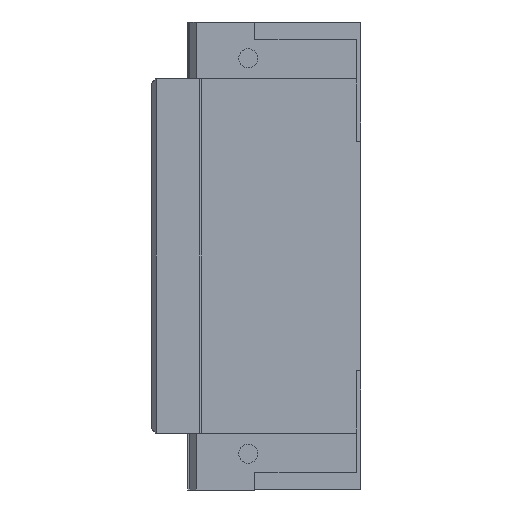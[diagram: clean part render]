
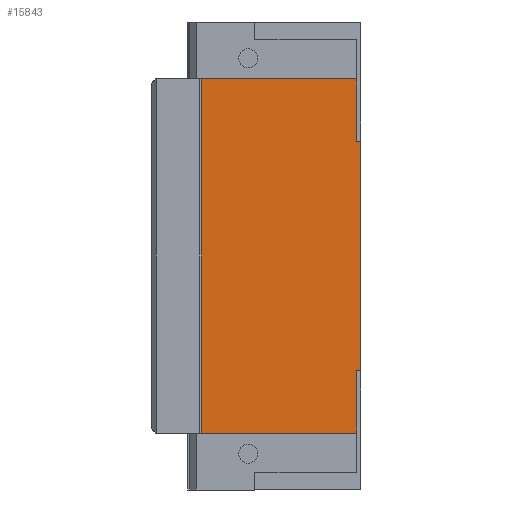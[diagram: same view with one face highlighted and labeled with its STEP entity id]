
A CAD part, left-side view. The second image highlights one B-rep face of the part: STEP entity #15843.
In plain terms, the highlighted planar face has unit normal (-1, 0, 0).
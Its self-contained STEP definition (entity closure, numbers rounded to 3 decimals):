
#530 = AXIS2_PLACEMENT_3D ( 'NONE', #11733, #11753, #11754 ) ;
#886 = LINE ( 'NONE', #9003, #892 ) ;
#890 = LINE ( 'NONE', #9005, #891 ) ;
#891 = VECTOR ( 'NONE', #9006, 1000. ) ;
#892 = VECTOR ( 'NONE', #9008, 1000. ) ;
#894 = LINE ( 'NONE', #9009, #895 ) ;
#895 = VECTOR ( 'NONE', #9010, 1000. ) ;
#896 = LINE ( 'NONE', #9011, #897 ) ;
#897 = VECTOR ( 'NONE', #9012, 1000. ) ;
#898 = LINE ( 'NONE', #9013, #899 ) ;
#899 = VECTOR ( 'NONE', #9014, 1000. ) ;
#1219 = LINE ( 'NONE', #5694, #1220 ) ;
#1220 = VECTOR ( 'NONE', #5695, 1000. ) ;
#1253 = LINE ( 'NONE', #5728, #1254 ) ;
#1254 = VECTOR ( 'NONE', #5729, 1000. ) ;
#1316 = LINE ( 'NONE', #5797, #1317 ) ;
#1317 = VECTOR ( 'NONE', #5798, 1000. ) ;
#2868 = FACE_OUTER_BOUND ( 'NONE', #9633, .T. ) ;
#3700 = CARTESIAN_POINT ( 'NONE',  ( -42.3, -4.8, -51.25 ) ) ;
#4482 = EDGE_CURVE ( 'NONE', #10265, #13952, #890, .T. ) ;
#4483 = EDGE_CURVE ( 'NONE', #10344, #7698, #886, .T. ) ;
#4484 = EDGE_CURVE ( 'NONE', #7639, #10344, #894, .T. ) ;
#4485 = EDGE_CURVE ( 'NONE', #7632, #10265, #896, .T. ) ;
#4486 = EDGE_CURVE ( 'NONE', #10090, #7694, #898, .T. ) ;
#4634 = CARTESIAN_POINT ( 'NONE',  ( -42.3, -4.8, -33.25 ) ) ;
#4638 = CARTESIAN_POINT ( 'NONE',  ( -42.3, -4.8, 51.25 ) ) ;
#5349 = CARTESIAN_POINT ( 'NONE',  ( -42.3, -6., -33.25 ) ) ;
#5435 = CARTESIAN_POINT ( 'NONE',  ( -42.3, 40., -51.25 ) ) ;
#5520 = CARTESIAN_POINT ( 'NONE',  ( -42.3, -4.8, 33.25 ) ) ;
#5694 = CARTESIAN_POINT ( 'NONE',  ( -42.3, -6., 51.25 ) ) ;
#5695 = DIRECTION ( 'NONE',  ( 0., 0., -1. ) ) ;
#5728 = CARTESIAN_POINT ( 'NONE',  ( -42.3, 40., 51.25 ) ) ;
#5729 = DIRECTION ( 'NONE',  ( 0., -1., 0. ) ) ;
#5797 = CARTESIAN_POINT ( 'NONE',  ( -42.3, -4.8, 51.25 ) ) ;
#5798 = DIRECTION ( 'NONE',  ( 0., 0., -1. ) ) ;
#7632 = VERTEX_POINT ( 'NONE', #9320 ) ;
#7639 = VERTEX_POINT ( 'NONE', #9327 ) ;
#7694 = VERTEX_POINT ( 'NONE', #4634 ) ;
#7698 = VERTEX_POINT ( 'NONE', #4638 ) ;
#9003 = CARTESIAN_POINT ( 'NONE',  ( -42.3, -4.8, 51.25 ) ) ;
#9005 = CARTESIAN_POINT ( 'NONE',  ( -42.3, 40., -51.25 ) ) ;
#9006 = DIRECTION ( 'NONE',  ( 0., -1., 0. ) ) ;
#9008 = DIRECTION ( 'NONE',  ( 0., 0., 1. ) ) ;
#9009 = CARTESIAN_POINT ( 'NONE',  ( -42.3, 40., 33.25 ) ) ;
#9010 = DIRECTION ( 'NONE',  ( 0., 1., 0. ) ) ;
#9011 = CARTESIAN_POINT ( 'NONE',  ( -42.3, 40., 51.25 ) ) ;
#9012 = DIRECTION ( 'NONE',  ( 0., 0., -1. ) ) ;
#9013 = CARTESIAN_POINT ( 'NONE',  ( -42.3, 40., -33.25 ) ) ;
#9014 = DIRECTION ( 'NONE',  ( 0., 1., 0. ) ) ;
#9320 = CARTESIAN_POINT ( 'NONE',  ( -42.3, 40., 51.25 ) ) ;
#9327 = CARTESIAN_POINT ( 'NONE',  ( -42.3, -6., 33.25 ) ) ;
#9633 = EDGE_LOOP ( 'NONE', ( #16352, #16353, #16346, #16345, #16344, #16343, #16342, #16341 ) ) ;
#10090 = VERTEX_POINT ( 'NONE', #5349 ) ;
#10265 = VERTEX_POINT ( 'NONE', #5435 ) ;
#10344 = VERTEX_POINT ( 'NONE', #5520 ) ;
#10718 = EDGE_CURVE ( 'NONE', #7639, #10090, #1219, .T. ) ;
#10735 = EDGE_CURVE ( 'NONE', #7632, #7698, #1253, .T. ) ;
#10768 = EDGE_CURVE ( 'NONE', #7694, #13952, #1316, .T. ) ;
#11733 = CARTESIAN_POINT ( 'NONE',  ( -42.3, 40., 51.25 ) ) ;
#11741 = PLANE ( 'NONE',  #530 ) ;
#11753 = DIRECTION ( 'NONE',  ( 1., 0., 0. ) ) ;
#11754 = DIRECTION ( 'NONE',  ( 0., 1., 0. ) ) ;
#13952 = VERTEX_POINT ( 'NONE', #3700 ) ;
#15843 = ADVANCED_FACE ( 'NONE', ( #2868 ), #11741, .F. ) ;
#16341 = ORIENTED_EDGE ( 'NONE', *, *, #10718, .F. ) ;
#16342 = ORIENTED_EDGE ( 'NONE', *, *, #4486, .F. ) ;
#16343 = ORIENTED_EDGE ( 'NONE', *, *, #10768, .F. ) ;
#16344 = ORIENTED_EDGE ( 'NONE', *, *, #4482, .T. ) ;
#16345 = ORIENTED_EDGE ( 'NONE', *, *, #4485, .T. ) ;
#16346 = ORIENTED_EDGE ( 'NONE', *, *, #10735, .F. ) ;
#16352 = ORIENTED_EDGE ( 'NONE', *, *, #4484, .T. ) ;
#16353 = ORIENTED_EDGE ( 'NONE', *, *, #4483, .T. ) ;
